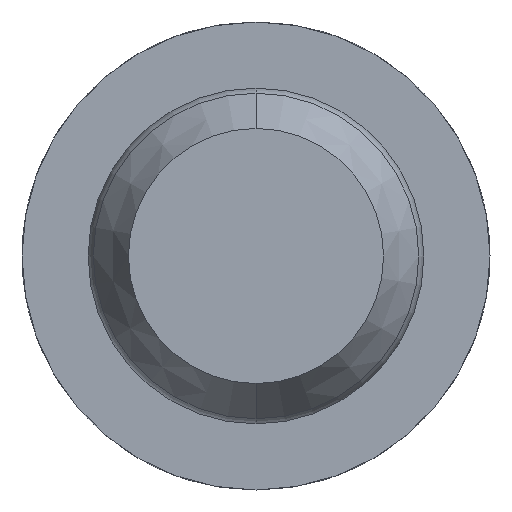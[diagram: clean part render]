
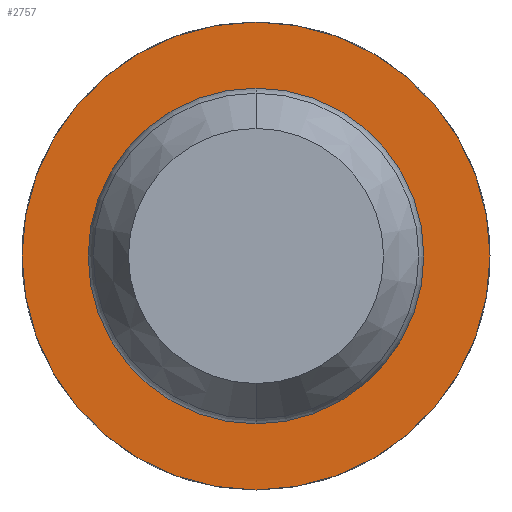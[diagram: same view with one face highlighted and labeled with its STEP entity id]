
A CAD part, front view. The second image highlights one B-rep face of the part: STEP entity #2757.
In plain terms, the highlighted planar face has unit normal (0, -1, 0).
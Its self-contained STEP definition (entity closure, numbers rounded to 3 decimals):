
#2 = EDGE_LOOP ( 'NONE', ( #398, #3688 ) ) ;
#267 = CIRCLE ( 'NONE', #2298, 0.825 ) ;
#394 = VERTEX_POINT ( 'NONE', #2366 ) ;
#398 = ORIENTED_EDGE ( 'NONE', *, *, #3236, .T. ) ;
#427 = CIRCLE ( 'NONE', #1194, 1.15 ) ;
#537 = CARTESIAN_POINT ( 'NONE',  ( 0., -10.5, 0. ) ) ;
#545 = DIRECTION ( 'NONE',  ( 0., 1., 0. ) ) ;
#590 = ORIENTED_EDGE ( 'NONE', *, *, #2566, .F. ) ;
#676 = EDGE_CURVE ( 'Defeature ausgef�hrt3_4+Defeature ausgef�hrt3_5+Defeature ausgef�hrt3_5+Defeature ausgef�hrt3_5', #1090, #2176, #738, .T. ) ;
#738 = CIRCLE ( 'NONE', #915, 0.825 ) ;
#915 = AXIS2_PLACEMENT_3D ( 'NONE', #3090, #1623, #2792 ) ;
#1078 = DIRECTION ( 'NONE',  ( 0., 0., 1. ) ) ;
#1090 = VERTEX_POINT ( 'NONE', #1383 ) ;
#1095 = EDGE_CURVE ( 'Defeature ausgef�hrt3_3+Defeature ausgef�hrt3_4+Defeature ausgef�hrt3_4+Defeature ausgef�hrt3_4', #394, #2655, #427, .T. ) ;
#1194 = AXIS2_PLACEMENT_3D ( 'NONE', #1980, #545, #1078 ) ;
#1202 = DIRECTION ( 'NONE',  ( 0., 1., 0. ) ) ;
#1383 = CARTESIAN_POINT ( 'NONE',  ( 0., -10.5, -0.825 ) ) ;
#1495 = FACE_BOUND ( 'NONE', #2, .T. ) ;
#1623 = DIRECTION ( 'NONE',  ( 0., 1., 0. ) ) ;
#1980 = CARTESIAN_POINT ( 'NONE',  ( 0., -10.5, 0. ) ) ;
#2046 = CARTESIAN_POINT ( 'NONE',  ( 1.15, -10.5, 0. ) ) ;
#2176 = VERTEX_POINT ( 'NONE', #2866 ) ;
#2247 = DIRECTION ( 'NONE',  ( 0., 1., 0. ) ) ;
#2298 = AXIS2_PLACEMENT_3D ( 'NONE', #3417, #2247, #3144 ) ;
#2366 = CARTESIAN_POINT ( 'NONE',  ( 0., -10.5, 1.15 ) ) ;
#2566 = EDGE_CURVE ( 'Defeature ausgef�hrt3_3+Defeature ausgef�hrt3_4+Defeature ausgef�hrt3_4+Defeature ausgef�hrt3_4', #2655, #394, #2854, .T. ) ;
#2601 = DIRECTION ( 'NONE',  ( 0., 0., 1. ) ) ;
#2630 = DIRECTION ( 'NONE',  ( 0., 1., 0. ) ) ;
#2655 = VERTEX_POINT ( 'NONE', #3275 ) ;
#2706 = EDGE_LOOP ( 'NONE', ( #3630, #590 ) ) ;
#2757 = ADVANCED_FACE ( 'Defeature ausgef�hrt3_4', ( #2853, #1495 ), #3216, .F. ) ;
#2792 = DIRECTION ( 'NONE',  ( 0., 0., 1. ) ) ;
#2853 = FACE_OUTER_BOUND ( 'NONE', #2706, .T. ) ;
#2854 = CIRCLE ( 'NONE', #3548, 1.15 ) ;
#2866 = CARTESIAN_POINT ( 'NONE',  ( 0., -10.5, 0.825 ) ) ;
#2946 = DIRECTION ( 'NONE',  ( 0., 0., 1. ) ) ;
#2949 = AXIS2_PLACEMENT_3D ( 'NONE', #2046, #1202, #2601 ) ;
#3090 = CARTESIAN_POINT ( 'NONE',  ( 0., -10.5, 0. ) ) ;
#3144 = DIRECTION ( 'NONE',  ( 0., 0., 1. ) ) ;
#3216 = PLANE ( 'NONE',  #2949 ) ;
#3236 = EDGE_CURVE ( 'Defeature ausgef�hrt3_4+Defeature ausgef�hrt3_5+Defeature ausgef�hrt3_5+Defeature ausgef�hrt3_5', #2176, #1090, #267, .T. ) ;
#3275 = CARTESIAN_POINT ( 'NONE',  ( 0., -10.5, -1.15 ) ) ;
#3417 = CARTESIAN_POINT ( 'NONE',  ( 0., -10.5, 0. ) ) ;
#3548 = AXIS2_PLACEMENT_3D ( 'NONE', #537, #2630, #2946 ) ;
#3630 = ORIENTED_EDGE ( 'NONE', *, *, #1095, .F. ) ;
#3688 = ORIENTED_EDGE ( 'NONE', *, *, #676, .T. ) ;
